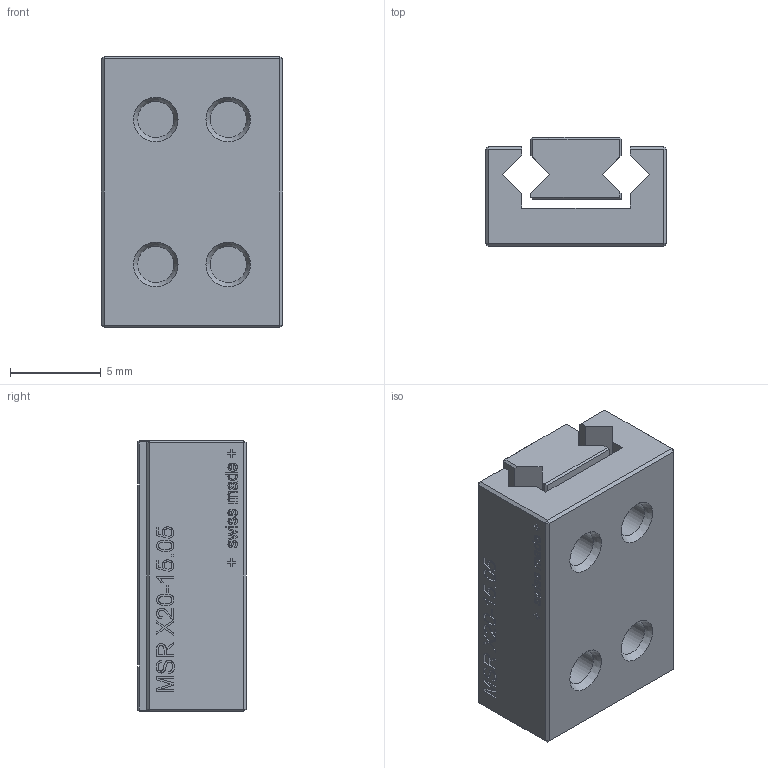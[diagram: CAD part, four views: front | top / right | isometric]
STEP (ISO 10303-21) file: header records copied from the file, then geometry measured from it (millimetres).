
FILE_DESCRIPTION(('FreeCAD Model'),'2;1');
FILE_NAME('MSR X20-15.05.step','2020-04-05T12:06:56',('Author'), (''),'Open CASCADE STEP processor 6.8','FreeCAD','Unknown');
FILE_SCHEMA(('AUTOMOTIVE_DESIGN_CC2 { 1 2 10303 214 -1 1 5 4 }'));
Length unit declared in the file: millimetre
Products named in the file (3): ASSEMBLY; DP; TT
Assembly tree (2 placements, depth 2):
  ASSEMBLY
    DP
    TT
Bounding box: 10 x 6 x 15 mm (x, y, z)
Volume: 645 mm3; surface area: 1052.4 mm2
Topology: 2 solids, 2 shells, 621 faces, 1701 edges, 1113 vertices
Faces by surface type: extrusion 325, plane 284, cylinder 8, cone 4
Full cylindrical faces by diameter (mm): 2 x6, 3.4 x2
Entity records: 42025 total; most frequent: CARTESIAN_POINT 10195, DIRECTION 4702, VECTOR 4016, LINE 3691, ORIENTED_EDGE 3398, PCURVE 3398, DEFINITIONAL_REPRESENTATION 3398, EDGE_CURVE 1699
